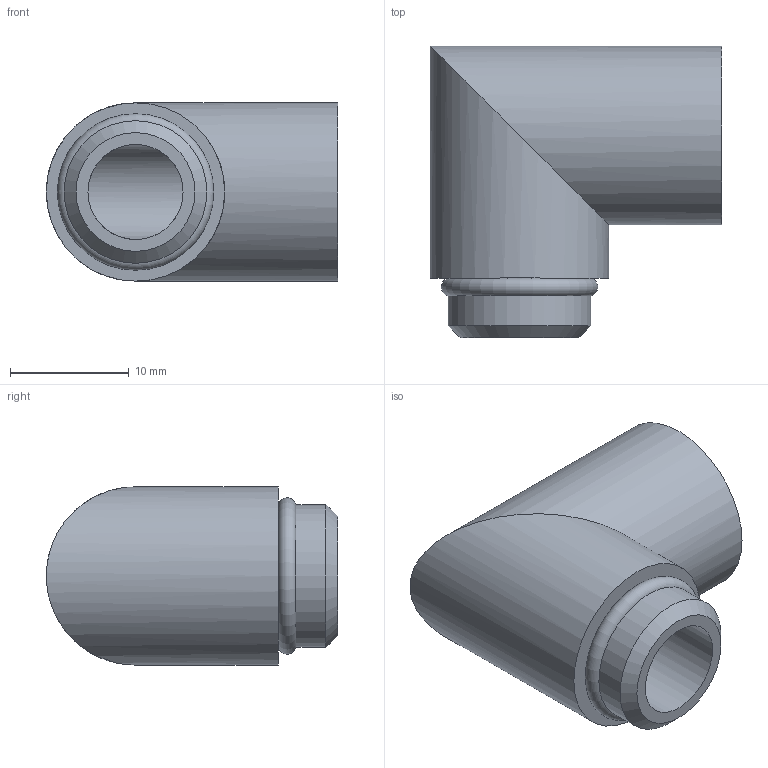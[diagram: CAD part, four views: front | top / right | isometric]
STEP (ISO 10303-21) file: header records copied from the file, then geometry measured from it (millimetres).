
FILE_DESCRIPTION( ( 'STEP AP203' ), '1' );
FILE_NAME( 'FLEXA WIC-M 0512.300.012.stp', '2020-03-10T14:34:57', ( '' ), ( '' ), ' ', 'PARTsolutions', ' ' );
FILE_SCHEMA( ( 'CONFIG_CONTROL_DESIGN' ) );
Length unit declared in the file: millimetre
Products named in the file (1): _FLEXA WIC-M 0512.300.012
Bounding box: 24.5 x 24.5 x 15 mm (x, y, z)
Volume: 3751.5 mm3; surface area: 2697.2 mm2
Topology: 1 solids, 1 shells, 14 faces, 28 edges, 18 vertices
Faces by surface type: cylinder 7, plane 4, cone 2, torus 1
Full cylindrical faces by diameter (mm): 8 x2, 10.376 x1, 12 x2, 15 x2
Entity records: 336 total; most frequent: DIRECTION 58, CARTESIAN_POINT 44, AXIS2_PLACEMENT_3D 29, EDGE_LOOP 28, ORIENTED_EDGE 28, FACE_OUTER_BOUND 22, VERTEX_POINT 15, ADVANCED_FACE 14
